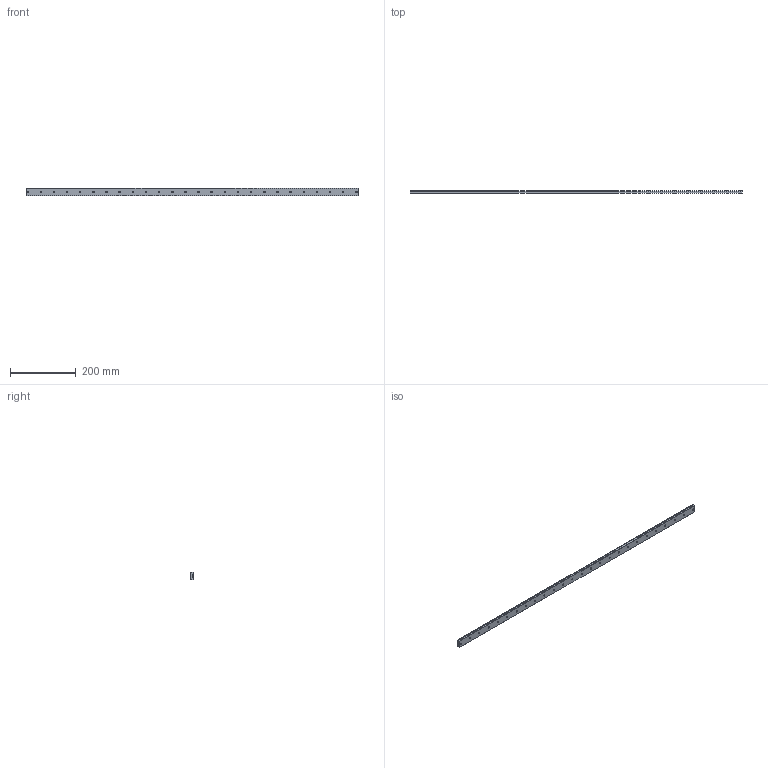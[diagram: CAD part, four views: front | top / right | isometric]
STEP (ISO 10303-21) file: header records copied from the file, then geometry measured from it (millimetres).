
FILE_DESCRIPTION (( 'STEP AP214' ), '1' );
FILE_NAME ('SRS12WSSS-1010LM_G5_0_0_0_0_0_1.STEP', '2021-08-09T12:55:01', ( '' ), ( '' ), 'SwSTEP 2.0', 'SolidWorks 2021', '' );
FILE_SCHEMA (( 'AUTOMOTIVE_DESIGN' ));
Length unit declared in the file: millimetre
Products named in the file (2): SRS12WSSS-1010LM_G5_0_0_0_0_0_1; _SRS12WS10105 Track
Assembly tree (1 placements, depth 2):
  SRS12WSSS-1010LM_G5_0_0_0_0_0_1
    _SRS12WS10105 Track
Bounding box: 1010 x 8.5 x 24 mm (x, y, z)
Volume: 195883.5 mm3; surface area: 69714.7 mm2
Topology: 1 solids, 1 shells, 149 faces, 363 edges, 242 vertices
Faces by surface type: cylinder 111, plane 38
Entity records: 4669 total; most frequent: DIRECTION 891, CARTESIAN_POINT 758, ORIENTED_EDGE 726, AXIS2_PLACEMENT_3D 375, EDGE_CURVE 363, VERTEX_POINT 242, EDGE_LOOP 227, CIRCLE 222
